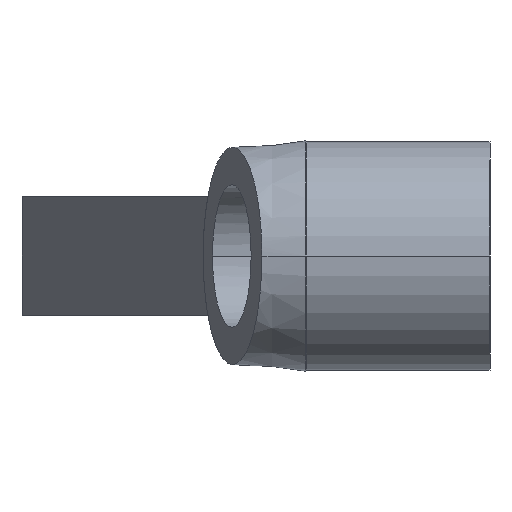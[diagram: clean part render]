
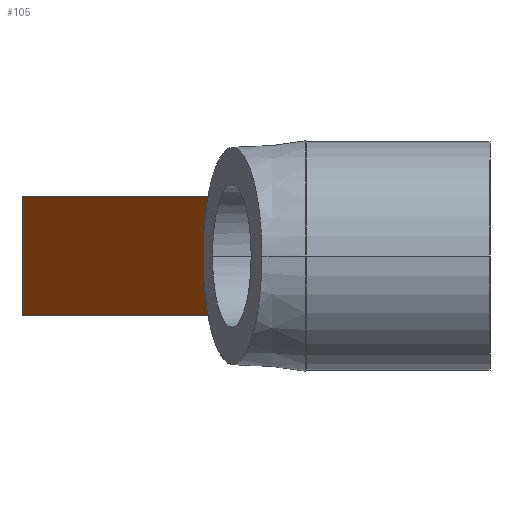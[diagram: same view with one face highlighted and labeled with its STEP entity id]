
A CAD part, left-side view. The second image highlights one B-rep face of the part: STEP entity #105.
In plain terms, the highlighted planar face has unit normal (-0.261, 0.965, 0).
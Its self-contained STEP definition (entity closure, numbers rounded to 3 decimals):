
#105 = ADVANCED_FACE( '', ( #182 ), #183, .T. );
#182 = FACE_OUTER_BOUND( '', #274, .T. );
#183 = PLANE( '', #275 );
#274 = EDGE_LOOP( '', ( #537, #538, #539, #540, #541 ) );
#275 = AXIS2_PLACEMENT_3D( '', #542, #543, #544 );
#537 = ORIENTED_EDGE( '', *, *, #758, .F. );
#538 = ORIENTED_EDGE( '', *, *, #759, .F. );
#539 = ORIENTED_EDGE( '', *, *, #760, .T. );
#540 = ORIENTED_EDGE( '', *, *, #761, .T. );
#541 = ORIENTED_EDGE( '', *, *, #669, .F. );
#542 = CARTESIAN_POINT( '', ( 104.5, 63., 8. ) );
#543 = DIRECTION( '', ( -0.261, 0.965, 0. ) );
#544 = DIRECTION( '', ( 0.965, 0.261, 0. ) );
#669 = EDGE_CURVE( '', #784, #787, #788, .T. );
#758 = EDGE_CURVE( '', #937, #784, #938, .T. );
#759 = EDGE_CURVE( '', #939, #937, #940, .T. );
#760 = EDGE_CURVE( '', #939, #941, #942, .T. );
#761 = EDGE_CURVE( '', #941, #787, #943, .T. );
#784 = VERTEX_POINT( '', #976 );
#787 = VERTEX_POINT( '', #980 );
#788 = ELLIPSE( '', #981, 15.163, 14.634 );
#937 = VERTEX_POINT( '', #1289 );
#938 = ELLIPSE( '', #1290, 15.163, 14.634 );
#939 = VERTEX_POINT( '', #1291 );
#940 = LINE( '', #1292, #1293 );
#941 = VERTEX_POINT( '', #1294 );
#942 = LINE( '', #1295, #1296 );
#943 = LINE( '', #1297, #1298 );
#976 = CARTESIAN_POINT( '', ( 14.292, 38.611, 0. ) );
#980 = CARTESIAN_POINT( '', ( 11.911, 37.967, -8. ) );
#981 = AXIS2_PLACEMENT_3D( '', #1365, #1366, #1367 );
#1289 = CARTESIAN_POINT( '', ( 11.911, 37.967, 8. ) );
#1290 = AXIS2_PLACEMENT_3D( '', #1523, #1524, #1525 );
#1291 = CARTESIAN_POINT( '', ( 104.5, 63., 8. ) );
#1292 = CARTESIAN_POINT( '', ( 104.5, 63., 8. ) );
#1293 = VECTOR( '', #1526, 1. );
#1294 = CARTESIAN_POINT( '', ( 104.5, 63., -8. ) );
#1295 = CARTESIAN_POINT( '', ( 104.5, 63., 8. ) );
#1296 = VECTOR( '', #1527, 1. );
#1297 = CARTESIAN_POINT( '', ( 104.5, 63., -8. ) );
#1298 = VECTOR( '', #1528, 1. );
#1365 = CARTESIAN_POINT( '', ( -0.346, 34.654, 0. ) );
#1366 = DIRECTION( '', ( -0.261, 0.965, 0. ) );
#1367 = DIRECTION( '', ( -0.965, -0.261, 0. ) );
#1523 = CARTESIAN_POINT( '', ( -0.346, 34.654, 0. ) );
#1524 = DIRECTION( '', ( -0.261, 0.965, 0. ) );
#1525 = DIRECTION( '', ( -0.965, -0.261, 0. ) );
#1526 = DIRECTION( '', ( -0.965, -0.261, 0. ) );
#1527 = DIRECTION( '', ( 0., 0., -1. ) );
#1528 = DIRECTION( '', ( -0.965, -0.261, 0. ) );
